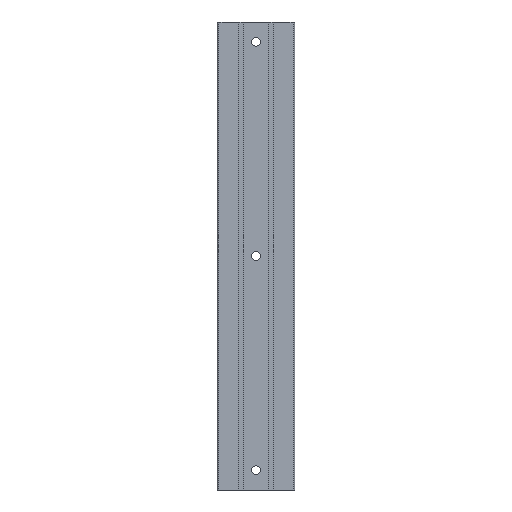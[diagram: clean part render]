
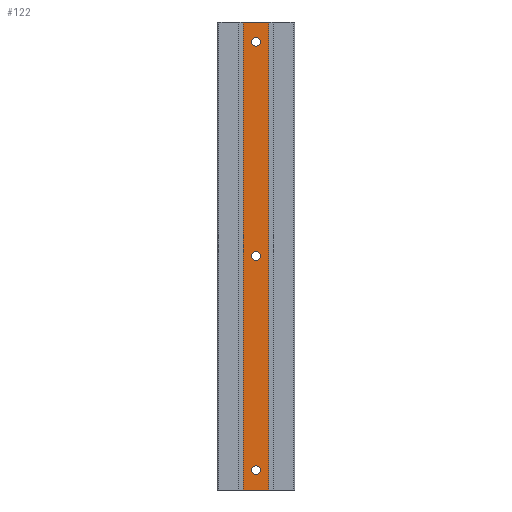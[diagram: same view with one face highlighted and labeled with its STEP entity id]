
A CAD part, front view. The second image highlights one B-rep face of the part: STEP entity #122.
In plain terms, the highlighted planar face has unit normal (0, -1, 0).
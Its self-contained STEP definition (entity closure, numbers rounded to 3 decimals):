
#90 = CARTESIAN_POINT ( 'NONE',  ( 0., -5.5, 167. ) ) ;
#94 = ORIENTED_EDGE ( 'NONE', *, *, #1768, .T. ) ;
#122 = ADVANCED_FACE ( 'NONE', ( #483, #1802, #196, #1290 ), #2001, .F. ) ;
#130 = CARTESIAN_POINT ( 'NONE',  ( 0., -5.5, 17. ) ) ;
#161 = LINE ( 'NONE', #1169, #1521 ) ;
#165 = EDGE_CURVE ( 'NONE', #1205, #493, #1735, .T. ) ;
#169 = CARTESIAN_POINT ( 'NONE',  ( -8.85, -5.5, 0. ) ) ;
#170 = AXIS2_PLACEMENT_3D ( 'NONE', #1715, #2295, #1117 ) ;
#196 = FACE_BOUND ( 'NONE', #2155, .T. ) ;
#202 = ORIENTED_EDGE ( 'NONE', *, *, #2132, .T. ) ;
#238 = VERTEX_POINT ( 'NONE', #1637 ) ;
#268 = DIRECTION ( 'NONE',  ( 0., 0., 1. ) ) ;
#328 = CARTESIAN_POINT ( 'NONE',  ( 8.85, -5.5, 0. ) ) ;
#403 = EDGE_LOOP ( 'NONE', ( #202, #1559 ) ) ;
#451 = DIRECTION ( 'NONE',  ( 0., 1., 0. ) ) ;
#483 = FACE_BOUND ( 'NONE', #1101, .T. ) ;
#493 = VERTEX_POINT ( 'NONE', #1041 ) ;
#638 = EDGE_CURVE ( 'NONE', #493, #1205, #1403, .T. ) ;
#734 = DIRECTION ( 'NONE',  ( 0., 0., 1. ) ) ;
#757 = DIRECTION ( 'NONE',  ( 1., 0., 0. ) ) ;
#774 = EDGE_CURVE ( 'NONE', #1468, #1773, #161, .T. ) ;
#780 = DIRECTION ( 'NONE',  ( 0., 0., 1. ) ) ;
#795 = CARTESIAN_POINT ( 'NONE',  ( 0., -5.5, 164. ) ) ;
#820 = LINE ( 'NONE', #1834, #2516 ) ;
#831 = ORIENTED_EDGE ( 'NONE', *, *, #638, .T. ) ;
#837 = EDGE_CURVE ( 'NONE', #1025, #1916, #2041, .T. ) ;
#854 = CARTESIAN_POINT ( 'NONE',  ( -27., -5.5, 328. ) ) ;
#984 = ORIENTED_EDGE ( 'NONE', *, *, #774, .T. ) ;
#989 = DIRECTION ( 'NONE',  ( 0., 1., 0. ) ) ;
#997 = AXIS2_PLACEMENT_3D ( 'NONE', #2522, #1942, #1548 ) ;
#1025 = VERTEX_POINT ( 'NONE', #2536 ) ;
#1039 = AXIS2_PLACEMENT_3D ( 'NONE', #1905, #1297, #734 ) ;
#1041 = CARTESIAN_POINT ( 'NONE',  ( 0., -5.5, 317. ) ) ;
#1046 = EDGE_LOOP ( 'NONE', ( #984, #1854, #2344, #94 ) ) ;
#1077 = DIRECTION ( 'NONE',  ( 0., 1., 0. ) ) ;
#1101 = EDGE_LOOP ( 'NONE', ( #831, #2508 ) ) ;
#1117 = DIRECTION ( 'NONE',  ( 0., 0., 1. ) ) ;
#1142 = VERTEX_POINT ( 'NONE', #1789 ) ;
#1161 = VERTEX_POINT ( 'NONE', #2461 ) ;
#1162 = DIRECTION ( 'NONE',  ( 0., 0., 1. ) ) ;
#1169 = CARTESIAN_POINT ( 'NONE',  ( 8.85, -5.5, 0. ) ) ;
#1176 = AXIS2_PLACEMENT_3D ( 'NONE', #795, #989, #1610 ) ;
#1178 = EDGE_CURVE ( 'NONE', #1142, #1773, #820, .T. ) ;
#1205 = VERTEX_POINT ( 'NONE', #2274 ) ;
#1290 = FACE_OUTER_BOUND ( 'NONE', #1046, .T. ) ;
#1297 = DIRECTION ( 'NONE',  ( 0., 1., 0. ) ) ;
#1398 = ORIENTED_EDGE ( 'NONE', *, *, #2229, .T. ) ;
#1403 = CIRCLE ( 'NONE', #1039, 3. ) ;
#1434 = ORIENTED_EDGE ( 'NONE', *, *, #1981, .T. ) ;
#1468 = VERTEX_POINT ( 'NONE', #328 ) ;
#1473 = CARTESIAN_POINT ( 'NONE',  ( 0., -5.5, 314. ) ) ;
#1484 = CIRCLE ( 'NONE', #170, 3. ) ;
#1521 = VECTOR ( 'NONE', #1162, 1000. ) ;
#1526 = AXIS2_PLACEMENT_3D ( 'NONE', #854, #451, #2178 ) ;
#1541 = CARTESIAN_POINT ( 'NONE',  ( 8.85, -5.5, 328. ) ) ;
#1548 = DIRECTION ( 'NONE',  ( 0., 0., 1. ) ) ;
#1559 = ORIENTED_EDGE ( 'NONE', *, *, #837, .T. ) ;
#1610 = DIRECTION ( 'NONE',  ( 0., 0., 1. ) ) ;
#1626 = LINE ( 'NONE', #2501, #2033 ) ;
#1637 = CARTESIAN_POINT ( 'NONE',  ( -8.85, -5.5, 0. ) ) ;
#1659 = DIRECTION ( 'NONE',  ( 0., 0., 1. ) ) ;
#1682 = CIRCLE ( 'NONE', #1176, 3. ) ;
#1692 = AXIS2_PLACEMENT_3D ( 'NONE', #2047, #1077, #268 ) ;
#1715 = CARTESIAN_POINT ( 'NONE',  ( 0., -5.5, 14. ) ) ;
#1735 = CIRCLE ( 'NONE', #1787, 3. ) ;
#1768 = EDGE_CURVE ( 'NONE', #238, #1468, #1626, .T. ) ;
#1773 = VERTEX_POINT ( 'NONE', #1541 ) ;
#1787 = AXIS2_PLACEMENT_3D ( 'NONE', #1473, #2429, #1659 ) ;
#1789 = CARTESIAN_POINT ( 'NONE',  ( -8.85, -5.5, 328. ) ) ;
#1801 = EDGE_CURVE ( 'NONE', #238, #1142, #2408, .T. ) ;
#1802 = FACE_BOUND ( 'NONE', #403, .T. ) ;
#1834 = CARTESIAN_POINT ( 'NONE',  ( -27., -5.5, 328. ) ) ;
#1854 = ORIENTED_EDGE ( 'NONE', *, *, #1178, .F. ) ;
#1905 = CARTESIAN_POINT ( 'NONE',  ( 0., -5.5, 314. ) ) ;
#1916 = VERTEX_POINT ( 'NONE', #90 ) ;
#1942 = DIRECTION ( 'NONE',  ( 0., 1., 0. ) ) ;
#1981 = EDGE_CURVE ( 'NONE', #2018, #1161, #1484, .T. ) ;
#2001 = PLANE ( 'NONE',  #1526 ) ;
#2018 = VERTEX_POINT ( 'NONE', #130 ) ;
#2033 = VECTOR ( 'NONE', #757, 1000. ) ;
#2041 = CIRCLE ( 'NONE', #997, 3. ) ;
#2047 = CARTESIAN_POINT ( 'NONE',  ( 0., -5.5, 14. ) ) ;
#2132 = EDGE_CURVE ( 'NONE', #1916, #1025, #1682, .T. ) ;
#2155 = EDGE_LOOP ( 'NONE', ( #1434, #1398 ) ) ;
#2178 = DIRECTION ( 'NONE',  ( 0., 0., 1. ) ) ;
#2211 = CIRCLE ( 'NONE', #1692, 3. ) ;
#2228 = DIRECTION ( 'NONE',  ( 1., 0., 0. ) ) ;
#2229 = EDGE_CURVE ( 'NONE', #1161, #2018, #2211, .T. ) ;
#2274 = CARTESIAN_POINT ( 'NONE',  ( 0., -5.5, 311. ) ) ;
#2295 = DIRECTION ( 'NONE',  ( 0., 1., 0. ) ) ;
#2344 = ORIENTED_EDGE ( 'NONE', *, *, #1801, .F. ) ;
#2408 = LINE ( 'NONE', #169, #2569 ) ;
#2429 = DIRECTION ( 'NONE',  ( 0., 1., 0. ) ) ;
#2461 = CARTESIAN_POINT ( 'NONE',  ( 0., -5.5, 11. ) ) ;
#2501 = CARTESIAN_POINT ( 'NONE',  ( -27., -5.5, 0. ) ) ;
#2508 = ORIENTED_EDGE ( 'NONE', *, *, #165, .T. ) ;
#2516 = VECTOR ( 'NONE', #2228, 1000. ) ;
#2522 = CARTESIAN_POINT ( 'NONE',  ( 0., -5.5, 164. ) ) ;
#2536 = CARTESIAN_POINT ( 'NONE',  ( 0., -5.5, 161. ) ) ;
#2569 = VECTOR ( 'NONE', #780, 1000. ) ;
